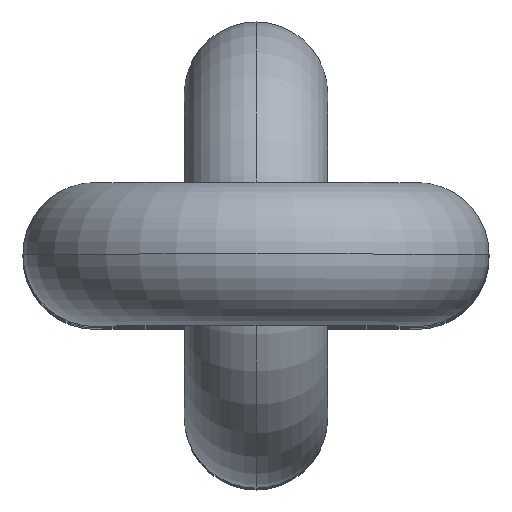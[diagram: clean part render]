
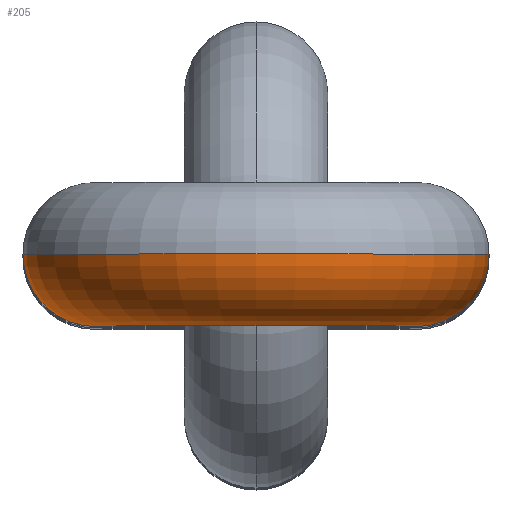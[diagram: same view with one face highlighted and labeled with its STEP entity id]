
A CAD part, top view. The second image highlights one B-rep face of the part: STEP entity #205.
In plain terms, the highlighted toroidal (fillet/blend) face has major radius 11.7 mm and minor radius 5.2 mm.
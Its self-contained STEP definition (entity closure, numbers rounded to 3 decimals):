
#26=CARTESIAN_POINT('',(0.,0.,17.));
#27=DIRECTION('',(1.,0.,0.));
#28=DIRECTION('',(0.,1.,0.));
#29=AXIS2_PLACEMENT_3D('',#26,#27,#28);
#54=CARTESIAN_POINT('',(0.,-11.7,17.));
#55=DIRECTION('',(0.,0.,-1.));
#56=DIRECTION('',(0.,-1.,0.));
#57=AXIS2_PLACEMENT_3D('',#54,#55,#56);
#68=CARTESIAN_POINT('',(0.,11.7,17.));
#69=DIRECTION('',(0.,0.,1.));
#70=DIRECTION('',(0.,1.,0.));
#71=AXIS2_PLACEMENT_3D('',#68,#69,#70);
#73=CARTESIAN_POINT('',(0.,0.,17.));
#74=DIRECTION('',(1.,0.,0.));
#75=DIRECTION('',(0.,1.,0.));
#76=AXIS2_PLACEMENT_3D('',#73,#74,#75);
#86=CARTESIAN_POINT('',(0.,6.5,17.));
#87=CARTESIAN_POINT('',(0.,16.9,17.));
#88=VERTEX_POINT('',#86);
#89=VERTEX_POINT('',#87);
#90=CARTESIAN_POINT('',(0.,-6.5,17.));
#91=CARTESIAN_POINT('',(0.,-16.9,17.));
#92=VERTEX_POINT('',#90);
#93=VERTEX_POINT('',#91);
#194=CARTESIAN_POINT('',(0.,0.,17.));
#195=DIRECTION('',(1.,0.,0.));
#196=DIRECTION('',(0.,-1.,0.));
#197=AXIS2_PLACEMENT_3D('',#194,#195,#196);
#198=TOROIDAL_SURFACE('',#197,11.7,5.2);
#199=ORIENTED_EDGE('',*,*,#162,.F.);
#200=ORIENTED_EDGE('',*,*,#135,.T.);
#201=ORIENTED_EDGE('',*,*,#186,.T.);
#202=ORIENTED_EDGE('',*,*,#132,.F.);
#203=EDGE_LOOP('',(#199,#200,#201,#202));
#204=FACE_OUTER_BOUND('',#203,.F.);
#205=ADVANCED_FACE('',(#204),#198,.T.);
#30=CIRCLE('',#29,6.5);
#58=CIRCLE('',#57,5.2);
#72=CIRCLE('',#71,5.2);
#77=CIRCLE('',#76,16.9);
#132=EDGE_CURVE('',#88,#92,#30,.T.);
#135=EDGE_CURVE('',#89,#93,#77,.T.);
#162=EDGE_CURVE('',#89,#88,#72,.T.);
#186=EDGE_CURVE('',#93,#92,#58,.T.);
